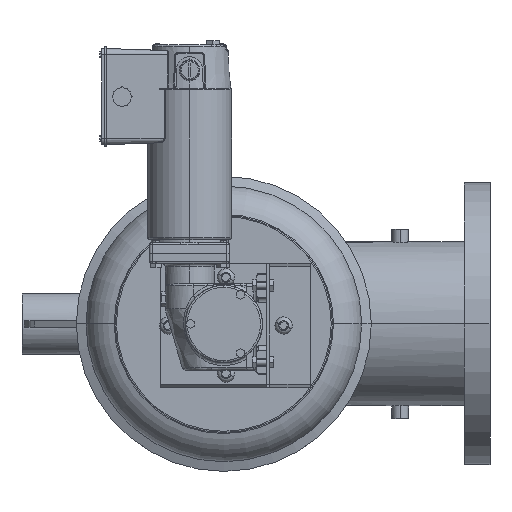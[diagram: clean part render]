
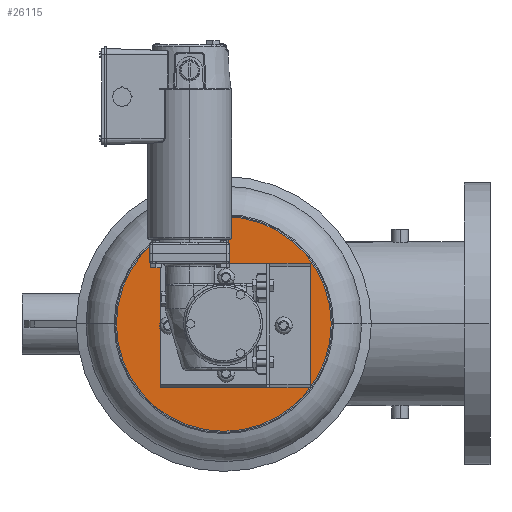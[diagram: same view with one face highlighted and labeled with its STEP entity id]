
A CAD part, left-side view. The second image highlights one B-rep face of the part: STEP entity #26115.
In plain terms, the highlighted planar face has unit normal (-1, 0, 0).
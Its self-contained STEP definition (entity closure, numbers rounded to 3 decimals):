
#300 = CARTESIAN_POINT ( 'NONE',  ( 0., 0., 106.362 ) ) ;
#758 = EDGE_LOOP ( 'NONE', ( #15752, #9691 ) ) ;
#2007 = PLANE ( 'NONE',  #18030 ) ;
#6197 = DIRECTION ( 'NONE',  ( 1., 0., 0. ) ) ;
#6527 = DIRECTION ( 'NONE',  ( 0., 0., -1. ) ) ;
#7494 = CIRCLE ( 'NONE', #21930, 106.362 ) ;
#9234 = CARTESIAN_POINT ( 'NONE',  ( 0., 0., 0. ) ) ;
#9448 = FACE_OUTER_BOUND ( 'NONE', #758, .T. ) ;
#9691 = ORIENTED_EDGE ( 'NONE', *, *, #15487, .F. ) ;
#10116 = CIRCLE ( 'NONE', #26218, 106.362 ) ;
#11901 = DIRECTION ( 'NONE',  ( 1., 0., 0. ) ) ;
#12688 = EDGE_CURVE ( 'NONE', #23058, #18719, #7494, .T. ) ;
#14532 = DIRECTION ( 'NONE',  ( 1., 0., 0. ) ) ;
#14746 = CARTESIAN_POINT ( 'NONE',  ( 0., 0., 0. ) ) ;
#15487 = EDGE_CURVE ( 'NONE', #18719, #23058, #10116, .T. ) ;
#15752 = ORIENTED_EDGE ( 'NONE', *, *, #12688, .F. ) ;
#17056 = CARTESIAN_POINT ( 'NONE',  ( 0., 0., -106.362 ) ) ;
#18030 = AXIS2_PLACEMENT_3D ( 'NONE', #14746, #14532, #29854 ) ;
#18719 = VERTEX_POINT ( 'NONE', #17056 ) ;
#21930 = AXIS2_PLACEMENT_3D ( 'NONE', #9234, #11901, #27592 ) ;
#23058 = VERTEX_POINT ( 'NONE', #300 ) ;
#26115 = ADVANCED_FACE ( 'NONE', ( #9448 ), #2007, .F. ) ;
#26218 = AXIS2_PLACEMENT_3D ( 'NONE', #31818, #6197, #6527 ) ;
#27592 = DIRECTION ( 'NONE',  ( 0., 0., -1. ) ) ;
#29854 = DIRECTION ( 'NONE',  ( 0., 0., -1. ) ) ;
#31818 = CARTESIAN_POINT ( 'NONE',  ( 0., 0., 0. ) ) ;
